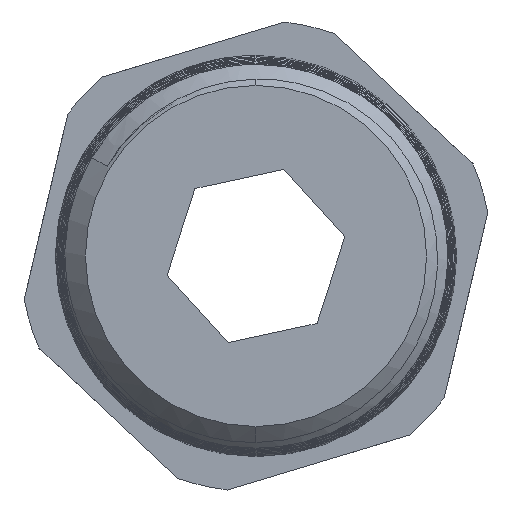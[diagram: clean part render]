
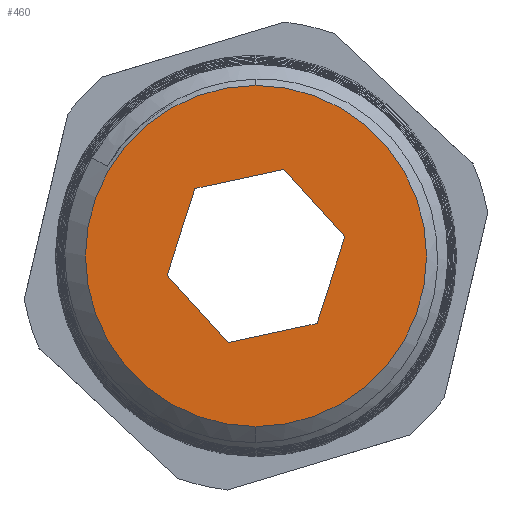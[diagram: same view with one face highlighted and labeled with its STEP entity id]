
A CAD part, front view. The second image highlights one B-rep face of the part: STEP entity #460.
In plain terms, the highlighted planar face has unit normal (0, -1, 0).
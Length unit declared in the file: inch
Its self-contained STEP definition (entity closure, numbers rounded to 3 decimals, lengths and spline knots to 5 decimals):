
#460 = ADVANCED_FACE ( 'NONE', ( #2051, #2050 ), #2092, .T. ) ;
#461 = EDGE_LOOP ( 'NONE', ( #462, #463 ) ) ;
#462 = ORIENTED_EDGE ( 'NONE', *, *, #677, .F. ) ;
#463 = ORIENTED_EDGE ( 'NONE', *, *, #464, .F. ) ;
#464 = EDGE_CURVE ( 'NONE', #679, #678, #2087, .T. ) ;
#465 = EDGE_LOOP ( 'NONE', ( #466, #480, #483, #486, #489, #548 ) ) ;
#466 = ORIENTED_EDGE ( 'NONE', *, *, #562, .F. ) ;
#480 = ORIENTED_EDGE ( 'NONE', *, *, #481, .F. ) ;
#481 = EDGE_CURVE ( 'NONE', #482, #563, #2192, .T. ) ;
#482 = VERTEX_POINT ( 'NONE', #2184 ) ;
#483 = ORIENTED_EDGE ( 'NONE', *, *, #484, .F. ) ;
#484 = EDGE_CURVE ( 'NONE', #485, #482, #2255, .T. ) ;
#485 = VERTEX_POINT ( 'NONE', #2251 ) ;
#486 = ORIENTED_EDGE ( 'NONE', *, *, #487, .F. ) ;
#487 = EDGE_CURVE ( 'NONE', #488, #485, #2250, .T. ) ;
#488 = VERTEX_POINT ( 'NONE', #2246 ) ;
#489 = ORIENTED_EDGE ( 'NONE', *, *, #490, .F. ) ;
#490 = EDGE_CURVE ( 'NONE', #491, #488, #2245, .T. ) ;
#491 = VERTEX_POINT ( 'NONE', #2241 ) ;
#548 = ORIENTED_EDGE ( 'NONE', *, *, #549, .F. ) ;
#549 = EDGE_CURVE ( 'NONE', #564, #491, #2460, .T. ) ;
#562 = EDGE_CURVE ( 'NONE', #563, #564, #2544, .T. ) ;
#563 = VERTEX_POINT ( 'NONE', #2540 ) ;
#564 = VERTEX_POINT ( 'NONE', #2539 ) ;
#677 = EDGE_CURVE ( 'NONE', #678, #679, #2720, .T. ) ;
#678 = VERTEX_POINT ( 'NONE', #2716 ) ;
#679 = VERTEX_POINT ( 'NONE', #2715 ) ;
#2050 = FACE_BOUND ( 'NONE', #465, .T. ) ;
#2051 = FACE_OUTER_BOUND ( 'NONE', #461, .T. ) ;
#2083 = DIRECTION ( 'NONE',  ( 0., 0., -1. ) ) ;
#2084 = DIRECTION ( 'NONE',  ( 0., 1., 0. ) ) ;
#2085 = CARTESIAN_POINT ( 'NONE',  ( 0., 0., 0. ) ) ;
#2086 = AXIS2_PLACEMENT_3D ( 'NONE', #2085, #2084, #2083 ) ;
#2087 = CIRCLE ( 'NONE', #2086, 0.17 ) ;
#2088 = DIRECTION ( 'NONE',  ( 0., 0., -1. ) ) ;
#2089 = DIRECTION ( 'NONE',  ( 0., -1., 0. ) ) ;
#2090 = CARTESIAN_POINT ( 'NONE',  ( 0., 0., 0. ) ) ;
#2091 = AXIS2_PLACEMENT_3D ( 'NONE', #2090, #2089, #2088 ) ;
#2092 = PLANE ( 'NONE',  #2091 ) ;
#2184 = CARTESIAN_POINT ( 'NONE',  ( -0.02775, 0., -0.08629 ) ) ;
#2185 = DIRECTION ( 'NONE',  ( 0.978, 0., 0.211 ) ) ;
#2186 = VECTOR ( 'NONE', #2185, 39.37008 ) ;
#2187 = CARTESIAN_POINT ( 'NONE',  ( -0.02775, 0., -0.08629 ) ) ;
#2192 = LINE ( 'NONE', #2187, #2186 ) ;
#2241 = CARTESIAN_POINT ( 'NONE',  ( 0.02775, 0., 0.08629 ) ) ;
#2242 = DIRECTION ( 'NONE',  ( -0.978, 0., -0.211 ) ) ;
#2243 = VECTOR ( 'NONE', #2242, 39.37008 ) ;
#2244 = CARTESIAN_POINT ( 'NONE',  ( 0.02775, 0., 0.08629 ) ) ;
#2245 = LINE ( 'NONE', #2244, #2243 ) ;
#2246 = CARTESIAN_POINT ( 'NONE',  ( -0.06086, 0., 0.06718 ) ) ;
#2247 = DIRECTION ( 'NONE',  ( -0.306, 0., -0.952 ) ) ;
#2248 = VECTOR ( 'NONE', #2247, 39.37008 ) ;
#2249 = CARTESIAN_POINT ( 'NONE',  ( -0.06086, 0., 0.06718 ) ) ;
#2250 = LINE ( 'NONE', #2249, #2248 ) ;
#2251 = CARTESIAN_POINT ( 'NONE',  ( -0.0886, 0., -0.01912 ) ) ;
#2252 = DIRECTION ( 'NONE',  ( 0.671, 0., -0.741 ) ) ;
#2253 = VECTOR ( 'NONE', #2252, 39.37008 ) ;
#2254 = CARTESIAN_POINT ( 'NONE',  ( -0.0886, 0., -0.01912 ) ) ;
#2255 = LINE ( 'NONE', #2254, #2253 ) ;
#2457 = DIRECTION ( 'NONE',  ( -0.671, 0., 0.741 ) ) ;
#2458 = VECTOR ( 'NONE', #2457, 39.37008 ) ;
#2459 = CARTESIAN_POINT ( 'NONE',  ( 0.0886, 0., 0.01912 ) ) ;
#2460 = LINE ( 'NONE', #2459, #2458 ) ;
#2539 = CARTESIAN_POINT ( 'NONE',  ( 0.0886, 0., 0.01912 ) ) ;
#2540 = CARTESIAN_POINT ( 'NONE',  ( 0.06086, 0., -0.06718 ) ) ;
#2541 = DIRECTION ( 'NONE',  ( 0.306, 0., 0.952 ) ) ;
#2542 = VECTOR ( 'NONE', #2541, 39.37008 ) ;
#2543 = CARTESIAN_POINT ( 'NONE',  ( 0.06086, 0., -0.06718 ) ) ;
#2544 = LINE ( 'NONE', #2543, #2542 ) ;
#2715 = CARTESIAN_POINT ( 'NONE',  ( 0., 0., -0.17 ) ) ;
#2716 = CARTESIAN_POINT ( 'NONE',  ( 0., 0., 0.17 ) ) ;
#2717 = DIRECTION ( 'NONE',  ( 0., 0., -1. ) ) ;
#2718 = DIRECTION ( 'NONE',  ( 0., 1., 0. ) ) ;
#2719 = AXIS2_PLACEMENT_3D ( 'NONE', #2724, #2718, #2717 ) ;
#2720 = CIRCLE ( 'NONE', #2719, 0.17 ) ;
#2724 = CARTESIAN_POINT ( 'NONE',  ( 0., 0., 0. ) ) ;
